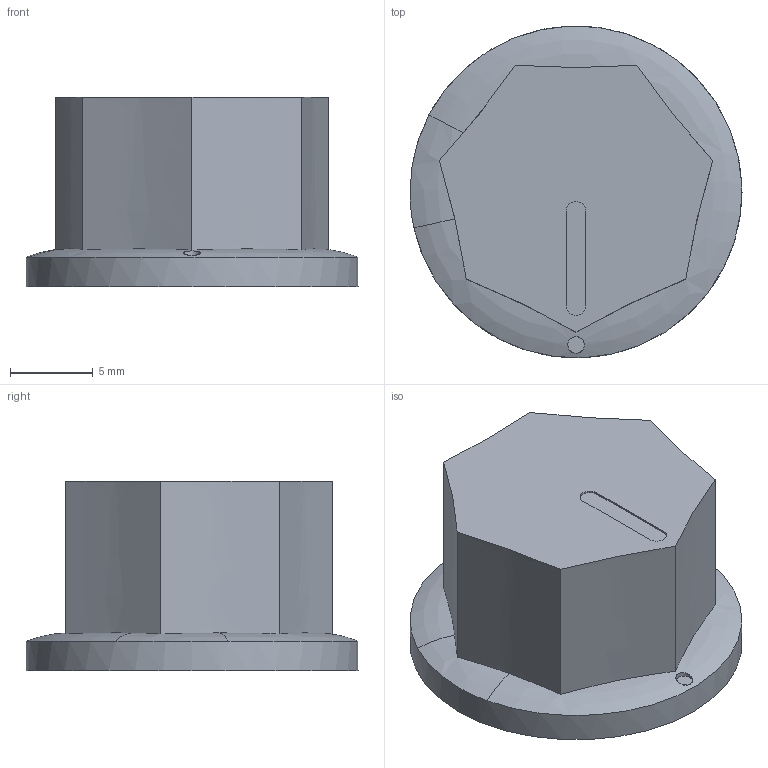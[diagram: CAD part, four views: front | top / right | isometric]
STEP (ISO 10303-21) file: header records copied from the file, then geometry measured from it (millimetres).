
FILE_DESCRIPTION(/* description */ (''),/* implementation_level */ '2;1');
FILE_NAME(/* name */ 'Plastic_Konb.step',/* time_stamp */ '2017-11-27T17:10:28-06:00',/* author */ ('mscientistlab'),/* organization */ (''),/* preprocessor_version */ 'ST-DEVELOPER v16.13',/* originating_system */ 'Autodesk Translation Framework v6.5.0.72',/* authorisation */ '');
FILE_SCHEMA (('AUTOMOTIVE_DESIGN { 1 0 10303 214 3 1 1 }'));
Length unit declared in the file: millimetre
Products named in the file (1): MXR_Knob
Bounding box: 20.1 x 20.1 x 11.5 mm (x, y, z)
Volume: 1886.6 mm3; surface area: 2019.7 mm2
Topology: 3 solids, 3 shells, 101 faces, 285 edges, 194 vertices
Faces by surface type: plane 41, cylinder 37, bspline 20, cone 3
Full cylindrical faces by diameter (mm): 1 x1, 2.537 x6, 2.671 x2, 2.938 x7, 3.07 x2, 3.2 x1, 7.9 x1, 9.85 x1, 11.6 x1, 20.1 x1
Entity records: 5529 total; most frequent: CARTESIAN_POINT 3122, ORIENTED_EDGE 572, DIRECTION 357, EDGE_CURVE 286, VERTEX_POINT 195, LINE 121, VECTOR 121, AXIS2_PLACEMENT_3D 118
